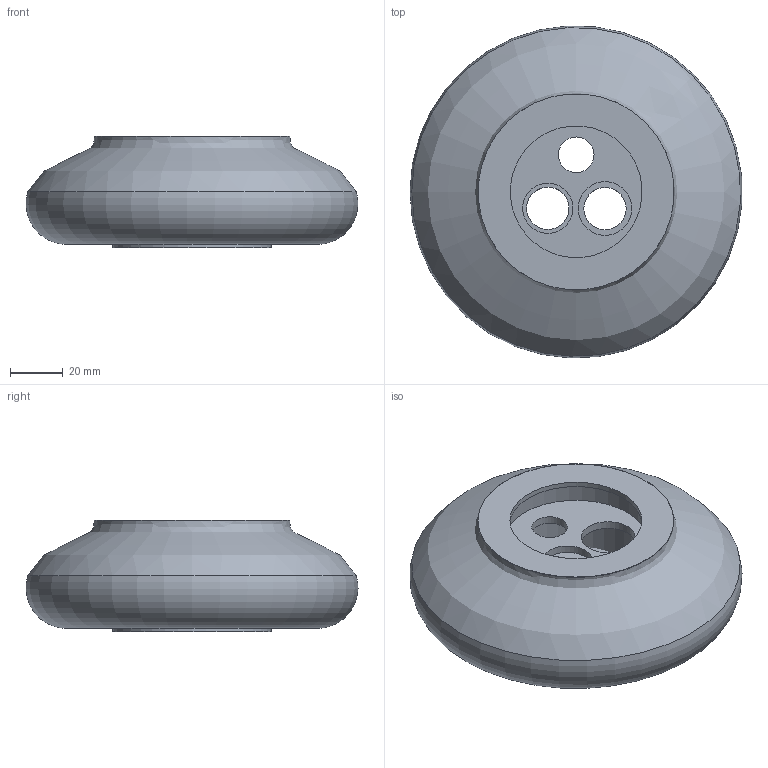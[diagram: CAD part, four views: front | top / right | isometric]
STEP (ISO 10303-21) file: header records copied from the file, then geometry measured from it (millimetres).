
FILE_DESCRIPTION(/* description */ (''),/* implementation_level */ '2;1');
FILE_NAME(/* name */ 'hydro3SensorHolder.step',/* time_stamp */ '2026-01-09T23:04:38+01:00',/* author */ (''),/* organization */ (''),/* preprocessor_version */ 'ST-DEVELOPER v20.1',/* originating_system */ 'Autodesk Translation Framework v14.21.0.0',/* authorisation */ '');
FILE_SCHEMA (('AUTOMOTIVE_DESIGN { 1 0 10303 214 3 1 1 }'));
Length unit declared in the file: millimetre
Products named in the file (1): 2026-01-07-13-02-58-267
Bounding box: 125.47 x 125.48 x 42.08 mm (x, y, z)
Volume: 112128.2 mm3; surface area: 98357.2 mm2
Topology: 3 solids, 4 shells, 32 faces, 68 edges, 45 vertices
Faces by surface type: cylinder 14, plane 9, bspline 4, torus 3, cone 2
Full cylindrical faces by diameter (mm): 13.5 x1, 16 x2, 18.901 x1, 19 x1, 20.3 x1, 49.858 x1, 51 x1, 55 x2, 57 x1, 60 x1, 60.126 x1, 63.726 x1
Entity records: 1489 total; most frequent: CARTESIAN_POINT 708, DIRECTION 170, ORIENTED_EDGE 136, AXIS2_PLACEMENT_3D 77, EDGE_CURVE 68, EDGE_LOOP 49, CIRCLE 48, VERTEX_POINT 45
